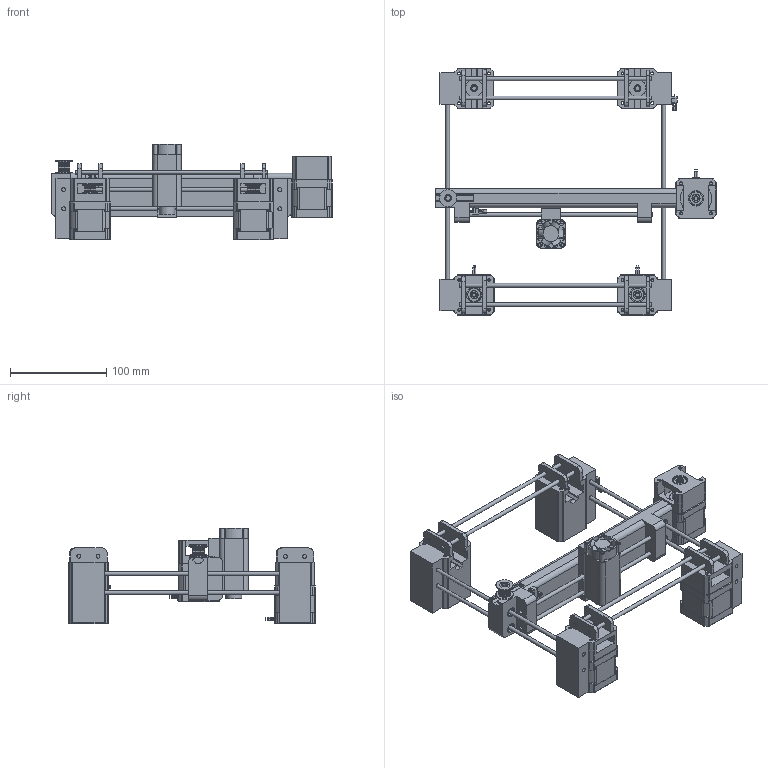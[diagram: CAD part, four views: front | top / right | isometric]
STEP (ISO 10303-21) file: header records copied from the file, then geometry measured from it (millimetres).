
FILE_DESCRIPTION(/* description */ (''),/* implementation_level */ '2;1');
FILE_NAME(/* name */ 'Assembly v14.step',/* time_stamp */ '2025-08-08T14:25:46-07:00',/* author */ (''),/* organization */ (''),/* preprocessor_version */ 'ST-DEVELOPER v20.1',/* originating_system */ 'Autodesk Translation Framework v14.10.0.0',/* authorisation */ '');
FILE_SCHEMA (('AUTOMOTIVE_DESIGN { 1 0 10303 214 3 1 1 }'));
Products named in the file (9): Assembly; D-B500F Laser Head; 17HM15-0904S; Linear_bearing_LM4UU; Linear_bearing_LM4UU_1; GT2_20T; 625 2RS; GT2_20T_5mmBore_10mmBelt Idler v3; кнопка
Assembly tree (22 placements, depth 3):
  Assembly
    17HM15-0904S  x3
    GT2_20T_5mmBore_10mmBelt Idler v3  x3
    GT2_20T  x3
    625 2RS  x3
    Linear_bearing_LM4UU  x6
      Linear_bearing_LM4UU_1
    D-B500F Laser Head
    кнопка  x2
Bounding box: 292.15 x 256.65 x 99.67 mm (x, y, z)
Volume: 871799.4 mm3; surface area: 271436.1 mm2
Topology: 89 solids, 257 shells, 2852 faces, 7918 edges, 5525 vertices
Faces by surface type: cylinder 1379, plane 1091, cone 222, torus 138, bspline 22
Full cylindrical faces by diameter (mm): 0.559 x12, 0.8 x2, 1 x6, 1.2 x4, 1.271 x19, 1.615 x12, 1.668 x16, 1.9 x4, 2.5 x36, 3 x42, 3.1 x20, 3.175 x4, 4 x28, 4.127 x12, 5 x18, 5.5 x12, 6.35 x1, 7.3 x3, 8.127 x6, 8.3 x12, 8.4 x12, 9 x3, 12.7 x12, 13.3 x12, 16 x21, 16.127 x6, 16.5 x2, 18 x6, 22 x3, 23 x3
Entity records: 52052 total; most frequent: CARTESIAN_POINT 17002, DIRECTION 7405, ORIENTED_EDGE 6972, EDGE_CURVE 3582, AXIS2_PLACEMENT_3D 2786, VERTEX_POINT 2405, LINE 1833, VECTOR 1833
